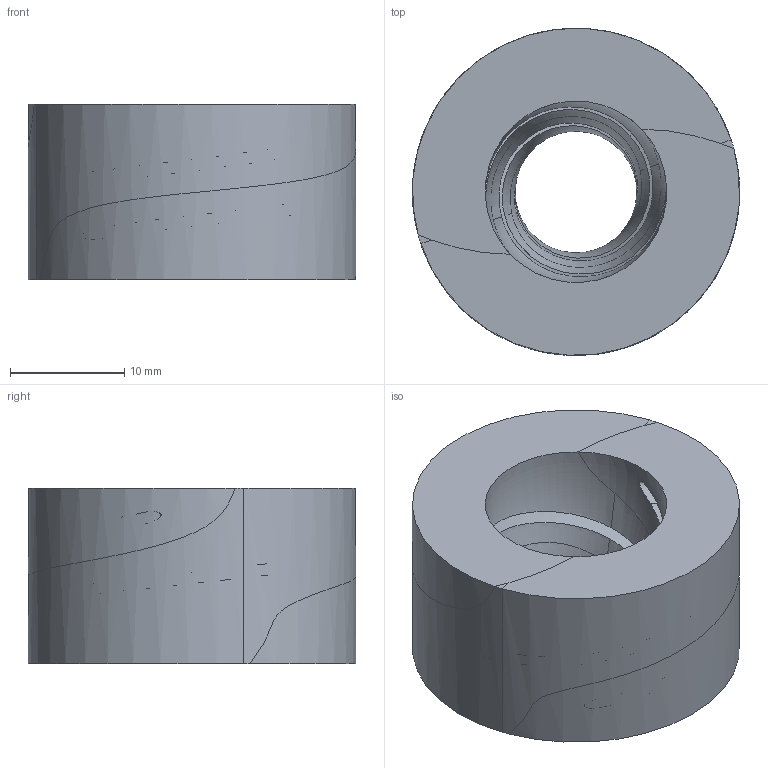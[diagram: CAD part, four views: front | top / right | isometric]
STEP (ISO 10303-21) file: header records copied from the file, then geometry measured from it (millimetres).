
FILE_DESCRIPTION(('Open CASCADE Model'),'2;1');
FILE_NAME('Open CASCADE Shape Model','2024-11-03T14:18:40',('Author'),( 'Open CASCADE'),'Open CASCADE STEP processor 7.6','Open CASCADE 7.6' ,'Unknown');
FILE_SCHEMA(('AUTOMOTIVE_DESIGN { 1 0 10303 214 1 1 1 1 }'));
Length unit declared in the file: millimetre
Products named in the file (1): [Impeller_2] Flow domain
Bounding box: 28.61 x 28.62 x 15.37 mm (x, y, z)
Volume: 6819.8 mm3; surface area: 4946.3 mm2
Topology: 1 solids, 1 shells, 28 faces, 72 edges, 44 vertices
Faces by surface type: revolution 16, bspline 8, cylinder 4
Entity records: 9968 total; most frequent: CARTESIAN_POINT 9407, ORIENTED_EDGE 144, B_SPLINE_CURVE_WITH_KNOTS 74, EDGE_CURVE 72, DIRECTION 52, VERTEX_POINT 44, ADVANCED_FACE 28, FACE_BOUND 28
